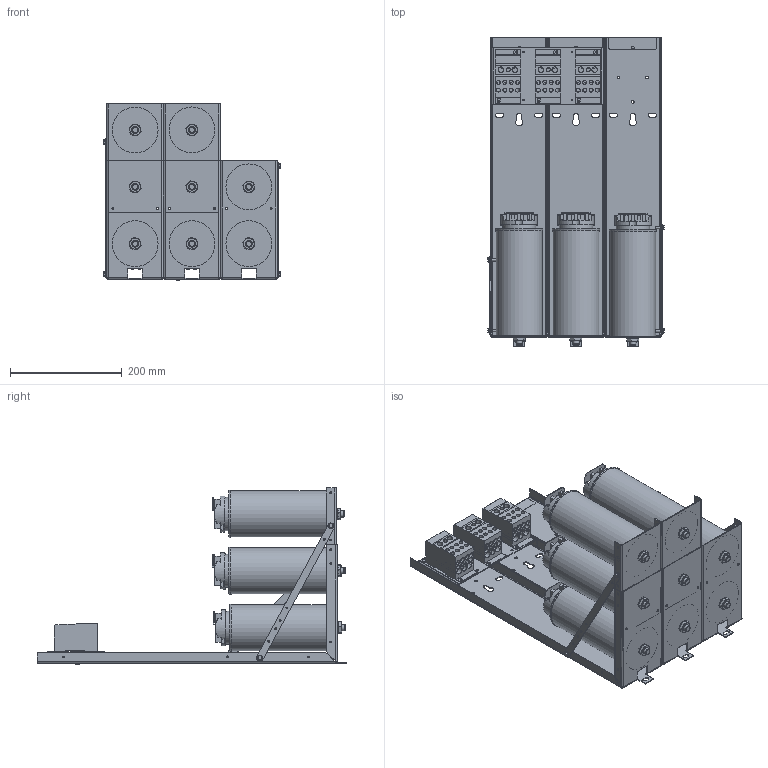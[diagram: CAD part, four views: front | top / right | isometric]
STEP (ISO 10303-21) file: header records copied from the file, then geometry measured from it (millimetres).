
FILE_DESCRIPTION(/* description */ (''),/* implementation_level */ '2;1');
FILE_NAME(/* name */ 'KPCUL080C64.stp',/* time_stamp */ '2021-04-06T13:19:41-05:00',/* author */ ('jnelson'),/* organization */ (''),/* preprocessor_version */ 'ST-DEVELOPER v17',/* originating_system */ 'Autodesk Inventor 2019',/* authorisation */ '');
FILE_SCHEMA (('AUTOMOTIVE_DESIGN { 1 0 10303 214 3 1 1 }'));
Length unit declared in the file: inch
Products named in the file (15): KPCUL080C64; MASTER 600V  ASSEMBLY 8 CAPS HOLE TRAY ALTECH 38019 x 3 (27930); 23837; 27945; 2555; 27938; 27930; 27943; 27791-A; 25441; 31157; 28568; 28568_1; 95060A411_TYPE 18-8 SS EXTERNAL-TOOTH LOCK WASHER M12; 90695A115_CLASS 04 STEEL THIN HEX NUT - DIN 439B M12
Assembly tree (34 placements, depth 3):
  KPCUL080C64
    MASTER 600V  ASSEMBLY 8 CAPS HOLE TRAY ALTECH 38019 x 3 (27930)
      27943  x3
      27791-A  x4
      2555  x3
      25441  x4
      27945  x2
      23837
      27938
      27930  x3
      31157
    28568  x8
      28568_1
      95060A411_TYPE 18-8 SS EXTERNAL-TOOTH LOCK WASHER M12
      90695A115_CLASS 04 STEEL THIN HEX NUT - DIN 439B M12
Bounding box: 315.34 x 553.72 x 315.05 mm (x, y, z)
Volume: 9420800.6 mm3; surface area: 1493469.8 mm2
Topology: 46 solids, 46 shells, 3010 faces, 8071 edges, 5191 vertices
Faces by surface type: plane 1667, cylinder 736, bspline 436, cone 140, torus 31
Full cylindrical faces by diameter (mm): 2.946 x10, 3.251 x50, 3.556 x36, 3.683 x3, 4.597 x4, 4.724 x1, 4.801 x12, 4.826 x10, 6.35 x14, 6.604 x6, 7.087 x12, 7.096 x6, 7.108 x6, 7.42 x3, 8.128 x24, 8.382 x6, 9.727 x8, 9.761 x3, 9.781 x3, 9.906 x6, 10.922 x8, 12 x16, 12.7 x3, 13 x8, 14.224 x10, 23.691 x3, 59.69 x8, 80.33 x8, 82.042 x8
Entity records: 22667 total; most frequent: CARTESIAN_POINT 6124, ORIENTED_EDGE 3332, DIRECTION 3213, EDGE_CURVE 1666, AXIS2_PLACEMENT_3D 1094, VERTEX_POINT 1074, LINE 1025, VECTOR 1025
